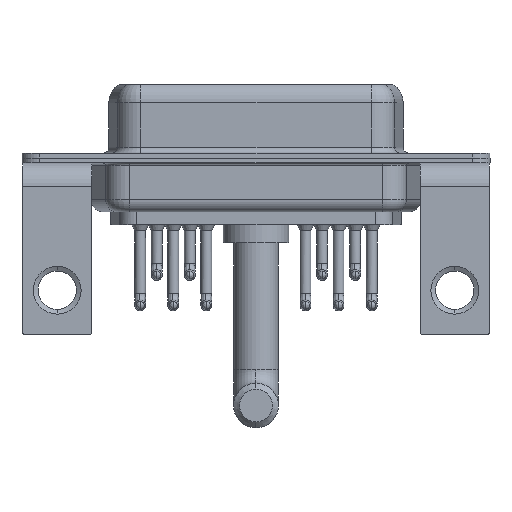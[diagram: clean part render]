
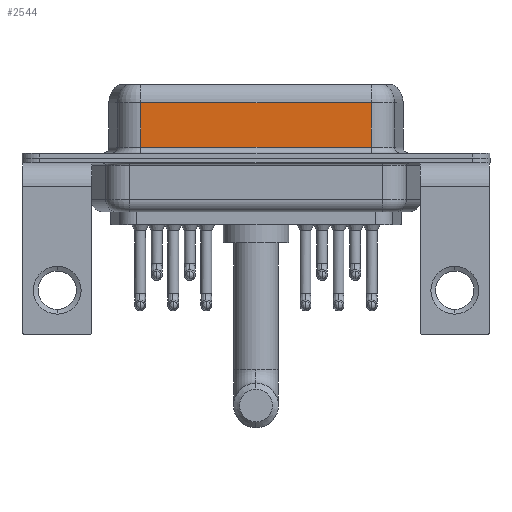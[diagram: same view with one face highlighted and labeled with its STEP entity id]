
A CAD part, front view. The second image highlights one B-rep face of the part: STEP entity #2544.
In plain terms, the highlighted planar face has unit normal (0, -1, 0).
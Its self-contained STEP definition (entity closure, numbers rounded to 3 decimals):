
#255 = VECTOR ( 'NONE', #10287, 1000. ) ;
#1279 = ORIENTED_EDGE ( 'NONE', *, *, #9566, .T. ) ;
#1377 = ORIENTED_EDGE ( 'NONE', *, *, #16052, .T. ) ;
#2398 = DIRECTION ( 'NONE',  ( 0., 1., 0. ) ) ;
#2404 = ORIENTED_EDGE ( 'NONE', *, *, #7344, .F. ) ;
#2544 = ADVANCED_FACE ( 'NONE', ( #12829 ), #17426, .F. ) ;
#2589 = DIRECTION ( 'NONE',  ( 0., 0., 1. ) ) ;
#3777 = VERTEX_POINT ( 'NONE', #7945 ) ;
#3851 = EDGE_CURVE ( 'NONE', #9690, #6803, #7660, .T. ) ;
#3980 = VECTOR ( 'NONE', #10089, 1000. ) ;
#4093 = LINE ( 'NONE', #12945, #3980 ) ;
#4182 = LINE ( 'NONE', #17631, #255 ) ;
#6803 = VERTEX_POINT ( 'NONE', #7007 ) ;
#7007 = CARTESIAN_POINT ( 'NONE',  ( 7.013, -3.95, 4.65 ) ) ;
#7344 = EDGE_CURVE ( 'NONE', #9690, #3777, #9841, .T. ) ;
#7660 = LINE ( 'NONE', #15899, #15185 ) ;
#7738 = VERTEX_POINT ( 'NONE', #9912 ) ;
#7945 = CARTESIAN_POINT ( 'NONE',  ( 26.287, -3.95, 0.9 ) ) ;
#9037 = VECTOR ( 'NONE', #15838, 1000. ) ;
#9333 = EDGE_LOOP ( 'NONE', ( #2404, #9608, #1279, #1377 ) ) ;
#9566 = EDGE_CURVE ( 'NONE', #6803, #7738, #4182, .T. ) ;
#9608 = ORIENTED_EDGE ( 'NONE', *, *, #3851, .T. ) ;
#9690 = VERTEX_POINT ( 'NONE', #15013 ) ;
#9841 = LINE ( 'NONE', #14659, #9037 ) ;
#9912 = CARTESIAN_POINT ( 'NONE',  ( 7.013, -3.95, 0.9 ) ) ;
#10089 = DIRECTION ( 'NONE',  ( 1., 0., 0. ) ) ;
#10287 = DIRECTION ( 'NONE',  ( 0., 0., -1. ) ) ;
#12661 = DIRECTION ( 'NONE',  ( -1., 0., 0. ) ) ;
#12675 = AXIS2_PLACEMENT_3D ( 'NONE', #17230, #2398, #2589 ) ;
#12829 = FACE_OUTER_BOUND ( 'NONE', #9333, .T. ) ;
#12945 = CARTESIAN_POINT ( 'NONE',  ( 26.287, -3.95, 0.9 ) ) ;
#14659 = CARTESIAN_POINT ( 'NONE',  ( 26.287, -3.95, 6.4 ) ) ;
#15013 = CARTESIAN_POINT ( 'NONE',  ( 26.287, -3.95, 4.65 ) ) ;
#15185 = VECTOR ( 'NONE', #12661, 1000. ) ;
#15838 = DIRECTION ( 'NONE',  ( 0., 0., -1. ) ) ;
#15899 = CARTESIAN_POINT ( 'NONE',  ( 26.287, -3.95, 4.65 ) ) ;
#16052 = EDGE_CURVE ( 'NONE', #7738, #3777, #4093, .T. ) ;
#17230 = CARTESIAN_POINT ( 'NONE',  ( 26.287, -3.95, 6.4 ) ) ;
#17426 = PLANE ( 'NONE',  #12675 ) ;
#17631 = CARTESIAN_POINT ( 'NONE',  ( 7.013, -3.95, 6.4 ) ) ;
